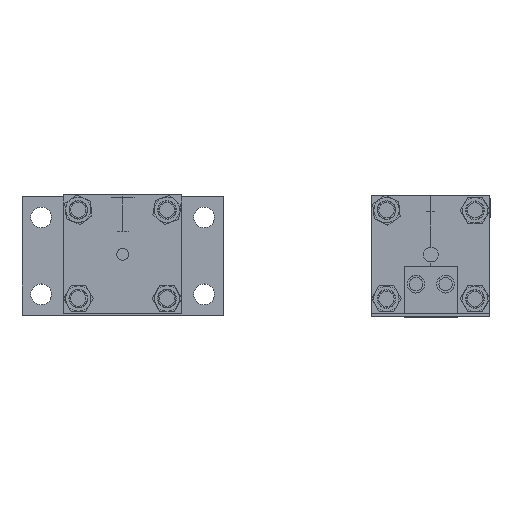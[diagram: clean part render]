
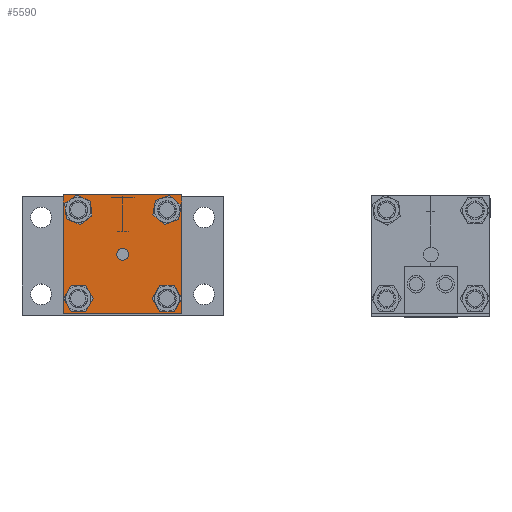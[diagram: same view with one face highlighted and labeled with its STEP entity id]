
A CAD part, top view. The second image highlights one B-rep face of the part: STEP entity #5590.
In plain terms, the highlighted planar face has unit normal (0, 0, 1).
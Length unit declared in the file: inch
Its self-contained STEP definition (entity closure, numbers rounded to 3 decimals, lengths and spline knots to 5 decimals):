
#152 = VECTOR ( 'NONE', #1863, 39.37008 ) ;
#227 = LINE ( 'NONE', #10536, #3798 ) ;
#432 = AXIS2_PLACEMENT_3D ( 'NONE', #6708, #9635, #738 ) ;
#515 = CIRCLE ( 'NONE', #9597, 0.188 ) ;
#632 = EDGE_LOOP ( 'NONE', ( #7126, #9800 ) ) ;
#652 = CARTESIAN_POINT ( 'NONE',  ( 4.96446, 7.39306, 0.5 ) ) ;
#738 = DIRECTION ( 'NONE',  ( 1., 0., 0. ) ) ;
#825 = AXIS2_PLACEMENT_3D ( 'NONE', #4220, #2193, #1114 ) ;
#847 = VERTEX_POINT ( 'NONE', #8211 ) ;
#1015 = CARTESIAN_POINT ( 'NONE',  ( 4.77646, 9.26306, 0.5 ) ) ;
#1114 = DIRECTION ( 'NONE',  ( 1., 0., 0. ) ) ;
#1521 = CARTESIAN_POINT ( 'NONE',  ( 7.02246, 9.26306, 0.5 ) ) ;
#1716 = DIRECTION ( 'NONE',  ( 0., 0., 1. ) ) ;
#1825 = ORIENTED_EDGE ( 'NONE', *, *, #10707, .F. ) ;
#1863 = DIRECTION ( 'NONE',  ( 1., 0., 0. ) ) ;
#2119 = AXIS2_PLACEMENT_3D ( 'NONE', #10236, #12054, #6980 ) ;
#2180 = FACE_BOUND ( 'NONE', #8859, .T. ) ;
#2193 = DIRECTION ( 'NONE',  ( 0., 0., 1. ) ) ;
#2280 = VERTEX_POINT ( 'NONE', #9292 ) ;
#2363 = DIRECTION ( 'NONE',  ( 0., 0., 1. ) ) ;
#2538 = EDGE_CURVE ( 'NONE', #2894, #5413, #8570, .T. ) ;
#2752 = DIRECTION ( 'NONE',  ( 1., 0., 0. ) ) ;
#2847 = EDGE_CURVE ( 'NONE', #2894, #12778, #227, .T. ) ;
#2894 = VERTEX_POINT ( 'NONE', #5654 ) ;
#2983 = EDGE_CURVE ( 'NONE', #6790, #12264, #11027, .T. ) ;
#3158 = CARTESIAN_POINT ( 'NONE',  ( 4.96446, 7.39306, 0.5 ) ) ;
#3232 = VERTEX_POINT ( 'NONE', #10761 ) ;
#3351 = EDGE_CURVE ( 'NONE', #12778, #3232, #4260, .T. ) ;
#3528 = EDGE_CURVE ( 'NONE', #847, #3732, #515, .T. ) ;
#3611 = DIRECTION ( 'NONE',  ( 1., 0., 0. ) ) ;
#3616 = DIRECTION ( 'NONE',  ( 0., -1., 0. ) ) ;
#3621 = DIRECTION ( 'NONE',  ( 1., 0., 0. ) ) ;
#3641 = CIRCLE ( 'NONE', #432, 0.188 ) ;
#3662 = CIRCLE ( 'NONE', #12873, 0.188 ) ;
#3732 = VERTEX_POINT ( 'NONE', #10507 ) ;
#3761 = FACE_BOUND ( 'NONE', #8476, .T. ) ;
#3798 = VECTOR ( 'NONE', #11542, 39.37008 ) ;
#4220 = CARTESIAN_POINT ( 'NONE',  ( 4.96446, 9.26306, 0.5 ) ) ;
#4260 = LINE ( 'NONE', #6800, #12294 ) ;
#4293 = DIRECTION ( 'NONE',  ( 1., 0., 0. ) ) ;
#4341 = CARTESIAN_POINT ( 'NONE',  ( 6.83446, 9.26306, 0.5 ) ) ;
#4445 = CARTESIAN_POINT ( 'NONE',  ( 5.89946, 5.57249, 0.5 ) ) ;
#4661 = VERTEX_POINT ( 'NONE', #1015 ) ;
#4807 = CARTESIAN_POINT ( 'NONE',  ( 6.83446, 9.26306, 0.5 ) ) ;
#4843 = FACE_BOUND ( 'NONE', #6121, .T. ) ;
#4878 = DIRECTION ( 'NONE',  ( 0., 0., 1. ) ) ;
#5055 = ORIENTED_EDGE ( 'NONE', *, *, #2983, .F. ) ;
#5326 = ORIENTED_EDGE ( 'NONE', *, *, #10935, .F. ) ;
#5413 = VERTEX_POINT ( 'NONE', #11229 ) ;
#5571 = EDGE_CURVE ( 'NONE', #3732, #847, #7811, .T. ) ;
#5590 = ADVANCED_FACE ( 'NONE', ( #4843, #3761, #5946, #2180, #12579, #9879 ), #10441, .T. ) ;
#5654 = CARTESIAN_POINT ( 'NONE',  ( 4.64946, 9.57806, 0.5 ) ) ;
#5681 = DIRECTION ( 'NONE',  ( 0., 0., 1. ) ) ;
#5803 = VERTEX_POINT ( 'NONE', #5877 ) ;
#5839 = DIRECTION ( 'NONE',  ( 0., 0., 1. ) ) ;
#5877 = CARTESIAN_POINT ( 'NONE',  ( 7.02246, 7.39306, 0.5 ) ) ;
#5946 = FACE_BOUND ( 'NONE', #632, .T. ) ;
#6061 = VERTEX_POINT ( 'NONE', #8456 ) ;
#6121 = EDGE_LOOP ( 'NONE', ( #9108, #1825 ) ) ;
#6131 = DIRECTION ( 'NONE',  ( 1., 0., 0. ) ) ;
#6418 = AXIS2_PLACEMENT_3D ( 'NONE', #4807, #1716, #2752 ) ;
#6620 = VERTEX_POINT ( 'NONE', #12382 ) ;
#6631 = AXIS2_PLACEMENT_3D ( 'NONE', #4445, #12594, #3621 ) ;
#6708 = CARTESIAN_POINT ( 'NONE',  ( 4.96446, 9.26306, 0.5 ) ) ;
#6790 = VERTEX_POINT ( 'NONE', #7505 ) ;
#6800 = CARTESIAN_POINT ( 'NONE',  ( 5.89946, 7.07806, 0.5 ) ) ;
#6922 = CARTESIAN_POINT ( 'NONE',  ( 6.83446, 7.39306, 0.5 ) ) ;
#6980 = DIRECTION ( 'NONE',  ( 1., 0., 0. ) ) ;
#7126 = ORIENTED_EDGE ( 'NONE', *, *, #12394, .F. ) ;
#7127 = CIRCLE ( 'NONE', #6418, 0.188 ) ;
#7308 = ORIENTED_EDGE ( 'NONE', *, *, #10588, .F. ) ;
#7505 = CARTESIAN_POINT ( 'NONE',  ( 6.02601, 8.32806, 0.5 ) ) ;
#7509 = EDGE_CURVE ( 'NONE', #5413, #3232, #12235, .T. ) ;
#7547 = CARTESIAN_POINT ( 'NONE',  ( 5.77291, 8.32806, 0.5 ) ) ;
#7721 = EDGE_CURVE ( 'NONE', #5803, #2280, #10793, .T. ) ;
#7811 = CIRCLE ( 'NONE', #8037, 0.188 ) ;
#8037 = AXIS2_PLACEMENT_3D ( 'NONE', #652, #8604, #9629 ) ;
#8087 = EDGE_LOOP ( 'NONE', ( #10024, #9786, #9660, #11442 ) ) ;
#8107 = EDGE_CURVE ( 'NONE', #9195, #6061, #7127, .T. ) ;
#8211 = CARTESIAN_POINT ( 'NONE',  ( 5.15246, 7.39306, 0.5 ) ) ;
#8350 = AXIS2_PLACEMENT_3D ( 'NONE', #10897, #4878, #8771 ) ;
#8456 = CARTESIAN_POINT ( 'NONE',  ( 6.64646, 9.26306, 0.5 ) ) ;
#8476 = EDGE_LOOP ( 'NONE', ( #11747, #5326 ) ) ;
#8545 = EDGE_LOOP ( 'NONE', ( #7308, #5055 ) ) ;
#8570 = LINE ( 'NONE', #10962, #152 ) ;
#8604 = DIRECTION ( 'NONE',  ( 0., 0., 1. ) ) ;
#8771 = DIRECTION ( 'NONE',  ( 1., 0., 0. ) ) ;
#8859 = EDGE_LOOP ( 'NONE', ( #9620, #12564 ) ) ;
#8888 = DIRECTION ( 'NONE',  ( 1., 0., 0. ) ) ;
#8980 = CIRCLE ( 'NONE', #10590, 0.12655 ) ;
#9108 = ORIENTED_EDGE ( 'NONE', *, *, #7721, .F. ) ;
#9195 = VERTEX_POINT ( 'NONE', #1521 ) ;
#9292 = CARTESIAN_POINT ( 'NONE',  ( 6.64646, 7.39306, 0.5 ) ) ;
#9597 = AXIS2_PLACEMENT_3D ( 'NONE', #3158, #12174, #6131 ) ;
#9620 = ORIENTED_EDGE ( 'NONE', *, *, #3528, .F. ) ;
#9629 = DIRECTION ( 'NONE',  ( 1., 0., 0. ) ) ;
#9635 = DIRECTION ( 'NONE',  ( 0., 0., 1. ) ) ;
#9660 = ORIENTED_EDGE ( 'NONE', *, *, #3351, .T. ) ;
#9786 = ORIENTED_EDGE ( 'NONE', *, *, #2847, .T. ) ;
#9800 = ORIENTED_EDGE ( 'NONE', *, *, #12032, .F. ) ;
#9879 = FACE_BOUND ( 'NONE', #8545, .T. ) ;
#10024 = ORIENTED_EDGE ( 'NONE', *, *, #2538, .F. ) ;
#10236 = CARTESIAN_POINT ( 'NONE',  ( 6.83446, 7.39306, 0.5 ) ) ;
#10441 = PLANE ( 'NONE',  #6631 ) ;
#10507 = CARTESIAN_POINT ( 'NONE',  ( 4.77646, 7.39306, 0.5 ) ) ;
#10536 = CARTESIAN_POINT ( 'NONE',  ( 4.64946, 5.57249, 0.5 ) ) ;
#10588 = EDGE_CURVE ( 'NONE', #12264, #6790, #8980, .T. ) ;
#10590 = AXIS2_PLACEMENT_3D ( 'NONE', #12764, #5681, #3611 ) ;
#10707 = EDGE_CURVE ( 'NONE', #2280, #5803, #3662, .T. ) ;
#10761 = CARTESIAN_POINT ( 'NONE',  ( 7.14946, 7.07806, 0.5 ) ) ;
#10793 = CIRCLE ( 'NONE', #2119, 0.188 ) ;
#10897 = CARTESIAN_POINT ( 'NONE',  ( 5.89946, 8.32806, 0.5 ) ) ;
#10935 = EDGE_CURVE ( 'NONE', #6061, #9195, #11697, .T. ) ;
#10962 = CARTESIAN_POINT ( 'NONE',  ( 5.89946, 9.57806, 0.5 ) ) ;
#11027 = CIRCLE ( 'NONE', #8350, 0.12655 ) ;
#11077 = AXIS2_PLACEMENT_3D ( 'NONE', #4341, #2363, #4293 ) ;
#11229 = CARTESIAN_POINT ( 'NONE',  ( 7.14946, 9.57806, 0.5 ) ) ;
#11442 = ORIENTED_EDGE ( 'NONE', *, *, #7509, .F. ) ;
#11542 = DIRECTION ( 'NONE',  ( 0., -1., 0. ) ) ;
#11667 = CARTESIAN_POINT ( 'NONE',  ( 7.14946, 5.57249, 0.5 ) ) ;
#11697 = CIRCLE ( 'NONE', #11077, 0.188 ) ;
#11747 = ORIENTED_EDGE ( 'NONE', *, *, #8107, .F. ) ;
#12032 = EDGE_CURVE ( 'NONE', #4661, #6620, #12145, .T. ) ;
#12054 = DIRECTION ( 'NONE',  ( 0., 0., 1. ) ) ;
#12145 = CIRCLE ( 'NONE', #825, 0.188 ) ;
#12166 = CARTESIAN_POINT ( 'NONE',  ( 4.64946, 7.07806, 0.5 ) ) ;
#12174 = DIRECTION ( 'NONE',  ( 0., 0., 1. ) ) ;
#12235 = LINE ( 'NONE', #11667, #12709 ) ;
#12264 = VERTEX_POINT ( 'NONE', #7547 ) ;
#12294 = VECTOR ( 'NONE', #8888, 39.37008 ) ;
#12382 = CARTESIAN_POINT ( 'NONE',  ( 5.15246, 9.26306, 0.5 ) ) ;
#12394 = EDGE_CURVE ( 'NONE', #6620, #4661, #3641, .T. ) ;
#12564 = ORIENTED_EDGE ( 'NONE', *, *, #5571, .F. ) ;
#12579 = FACE_OUTER_BOUND ( 'NONE', #8087, .T. ) ;
#12594 = DIRECTION ( 'NONE',  ( 0., 0., 1. ) ) ;
#12709 = VECTOR ( 'NONE', #3616, 39.37008 ) ;
#12764 = CARTESIAN_POINT ( 'NONE',  ( 5.89946, 8.32806, 0.5 ) ) ;
#12778 = VERTEX_POINT ( 'NONE', #12166 ) ;
#12873 = AXIS2_PLACEMENT_3D ( 'NONE', #6922, #5839, #12892 ) ;
#12892 = DIRECTION ( 'NONE',  ( 1., 0., 0. ) ) ;
